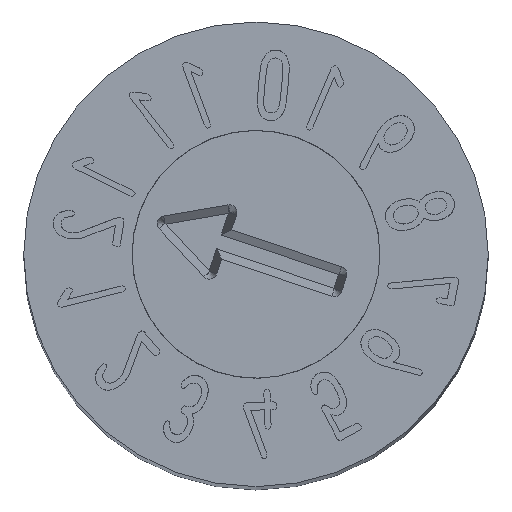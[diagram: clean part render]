
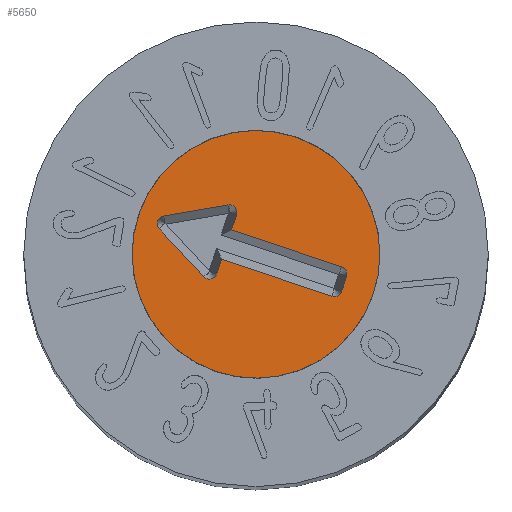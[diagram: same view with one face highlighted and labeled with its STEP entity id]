
A CAD part, top view. The second image highlights one B-rep face of the part: STEP entity #5650.
In plain terms, the highlighted planar face has unit normal (0, 0, 1).
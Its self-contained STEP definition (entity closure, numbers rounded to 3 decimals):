
#72=CIRCLE('',#5852,0.05);
#73=CIRCLE('',#5855,0.05);
#74=CIRCLE('',#5858,0.05);
#75=CIRCLE('',#5862,0.05);
#84=CIRCLE('',#5880,0.8);
#115=FACE_BOUND('',#858,.T.);
#218=PLANE('',#5881);
#524=FACE_OUTER_BOUND('',#857,.T.);
#857=EDGE_LOOP('',(#5133));
#858=EDGE_LOOP('',(#5134,#5135,#5136,#5137,#5138,#5139,#5140,#5141,#5142,
#5143,#5144,#5145));
#1266=LINE('',#10684,#1701);
#1270=LINE('',#10692,#1705);
#1275=LINE('',#10704,#1710);
#1280=LINE('',#10716,#1715);
#1284=LINE('',#10726,#1719);
#1288=LINE('',#10734,#1723);
#1291=LINE('',#10741,#1726);
#1701=VECTOR('',#6541,10.);
#1705=VECTOR('',#6547,10.);
#1710=VECTOR('',#6558,10.);
#1715=VECTOR('',#6569,10.);
#1719=VECTOR('',#6579,10.);
#1723=VECTOR('',#6585,10.);
#1726=VECTOR('',#6594,10.);
#2099=B_SPLINE_CURVE_WITH_KNOTS('',3,(#10671,#10672,#10673,#10674,#10675),
 .UNSPECIFIED.,.F.,.F.,(4,1,4),(1.571,2.244,3.142),
 .UNSPECIFIED.);
#2618=VERTEX_POINT('',#10664);
#2620=VERTEX_POINT('',#10670);
#2621=VERTEX_POINT('',#10678);
#2624=VERTEX_POINT('',#10686);
#2627=VERTEX_POINT('',#10694);
#2628=VERTEX_POINT('',#10698);
#2631=VERTEX_POINT('',#10706);
#2632=VERTEX_POINT('',#10710);
#2635=VERTEX_POINT('',#10718);
#2636=VERTEX_POINT('',#10722);
#2638=VERTEX_POINT('',#10728);
#2641=VERTEX_POINT('',#10736);
#2649=VERTEX_POINT('',#10768);
#3435=EDGE_CURVE('',#2620,#2618,#2099,.T.);
#3440=EDGE_CURVE('',#2621,#2620,#1266,.T.);
#3444=EDGE_CURVE('',#2624,#2621,#1270,.T.);
#3445=EDGE_CURVE('',#2627,#2624,#72,.T.);
#3450=EDGE_CURVE('',#2628,#2627,#1275,.T.);
#3451=EDGE_CURVE('',#2631,#2628,#73,.T.);
#3456=EDGE_CURVE('',#2632,#2631,#1280,.T.);
#3457=EDGE_CURVE('',#2635,#2632,#74,.T.);
#3461=EDGE_CURVE('',#2636,#2635,#1284,.T.);
#3465=EDGE_CURVE('',#2638,#2636,#1288,.T.);
#3466=EDGE_CURVE('',#2641,#2638,#75,.T.);
#3469=EDGE_CURVE('',#2618,#2641,#1291,.T.);
#3481=EDGE_CURVE('',#2649,#2649,#84,.T.);
#5133=ORIENTED_EDGE('',*,*,#3481,.F.);
#5134=ORIENTED_EDGE('',*,*,#3435,.T.);
#5135=ORIENTED_EDGE('',*,*,#3469,.T.);
#5136=ORIENTED_EDGE('',*,*,#3466,.T.);
#5137=ORIENTED_EDGE('',*,*,#3465,.T.);
#5138=ORIENTED_EDGE('',*,*,#3461,.T.);
#5139=ORIENTED_EDGE('',*,*,#3457,.T.);
#5140=ORIENTED_EDGE('',*,*,#3456,.T.);
#5141=ORIENTED_EDGE('',*,*,#3451,.T.);
#5142=ORIENTED_EDGE('',*,*,#3450,.T.);
#5143=ORIENTED_EDGE('',*,*,#3445,.T.);
#5144=ORIENTED_EDGE('',*,*,#3444,.T.);
#5145=ORIENTED_EDGE('',*,*,#3440,.T.);
#5650=ADVANCED_FACE('',(#524,#115),#218,.F.);
#5852=AXIS2_PLACEMENT_3D('',#10695,#6550,#6551);
#5855=AXIS2_PLACEMENT_3D('',#10707,#6561,#6562);
#5858=AXIS2_PLACEMENT_3D('',#10719,#6572,#6573);
#5862=AXIS2_PLACEMENT_3D('',#10737,#6588,#6589);
#5880=AXIS2_PLACEMENT_3D('',#10769,#6630,#6631);
#5881=AXIS2_PLACEMENT_3D('',#10771,#6633,#6634);
#6541=DIRECTION('',(0.,1.,0.));
#6547=DIRECTION('',(1.,0.,0.));
#6550=DIRECTION('center_axis',(0.,0.,-1.));
#6551=DIRECTION('ref_axis',(0.,-1.,0.));
#6558=DIRECTION('',(-0.476,0.88,0.));
#6561=DIRECTION('center_axis',(0.,0.,-1.));
#6562=DIRECTION('ref_axis',(0.88,0.476,0.));
#6569=DIRECTION('',(-0.476,-0.88,0.));
#6572=DIRECTION('center_axis',(0.,0.,-1.));
#6573=DIRECTION('ref_axis',(-0.88,0.476,0.));
#6579=DIRECTION('',(1.,0.,0.));
#6585=DIRECTION('',(0.,-1.,0.));
#6588=DIRECTION('center_axis',(0.,0.,-1.));
#6589=DIRECTION('ref_axis',(-1.,0.,0.));
#6594=DIRECTION('',(1.,0.,0.));
#6630=DIRECTION('center_axis',(0.,0.,-1.));
#6631=DIRECTION('ref_axis',(-1.,0.,0.));
#6633=DIRECTION('center_axis',(0.,0.,-1.));
#6634=DIRECTION('ref_axis',(-1.,0.,0.));
#10664=CARTESIAN_POINT('',(-0.05,0.6,2.));
#10670=CARTESIAN_POINT('',(-0.1,0.55,2.));
#10671=CARTESIAN_POINT('Ctrl Pts',(-0.1,0.55,2.));
#10672=CARTESIAN_POINT('Ctrl Pts',(-0.1,0.561,2.));
#10673=CARTESIAN_POINT('Ctrl Pts',(-0.091,0.587,
2.));
#10674=CARTESIAN_POINT('Ctrl Pts',(-0.065,0.6,2.));
#10675=CARTESIAN_POINT('Ctrl Pts',(-0.05,0.6,2.));
#10678=CARTESIAN_POINT('',(-0.1,-0.2,2.));
#10684=CARTESIAN_POINT('',(-0.1,0.275,2.));
#10686=CARTESIAN_POINT('',(-0.2,-0.2,2.));
#10692=CARTESIAN_POINT('',(-0.05,-0.2,2.));
#10694=CARTESIAN_POINT('',(-0.244,-0.274,2.));
#10695=CARTESIAN_POINT('Origin',(-0.2,-0.25,2.));
#10698=CARTESIAN_POINT('',(-0.044,-0.644,2.));
#10704=CARTESIAN_POINT('',(-0.274,-0.219,2.));
#10706=CARTESIAN_POINT('',(0.044,-0.644,2.));
#10707=CARTESIAN_POINT('Origin',(0.,-0.62,
2.));
#10710=CARTESIAN_POINT('',(0.244,-0.274,2.));
#10716=CARTESIAN_POINT('',(0.174,-0.404,2.));
#10718=CARTESIAN_POINT('',(0.2,-0.2,2.));
#10719=CARTESIAN_POINT('Origin',(0.2,-0.25,2.));
#10722=CARTESIAN_POINT('',(0.1,-0.2,2.));
#10726=CARTESIAN_POINT('',(0.1,-0.2,2.));
#10728=CARTESIAN_POINT('',(0.1,0.55,2.));
#10734=CARTESIAN_POINT('',(0.1,-0.1,2.));
#10736=CARTESIAN_POINT('',(0.05,0.6,2.));
#10737=CARTESIAN_POINT('Origin',(0.05,0.55,2.));
#10741=CARTESIAN_POINT('',(0.,0.6,2.));
#10768=CARTESIAN_POINT('',(0.8,0.,2.));
#10769=CARTESIAN_POINT('Origin',(0.,0.,2.));
#10771=CARTESIAN_POINT('Origin',(0.,0.,2.));
